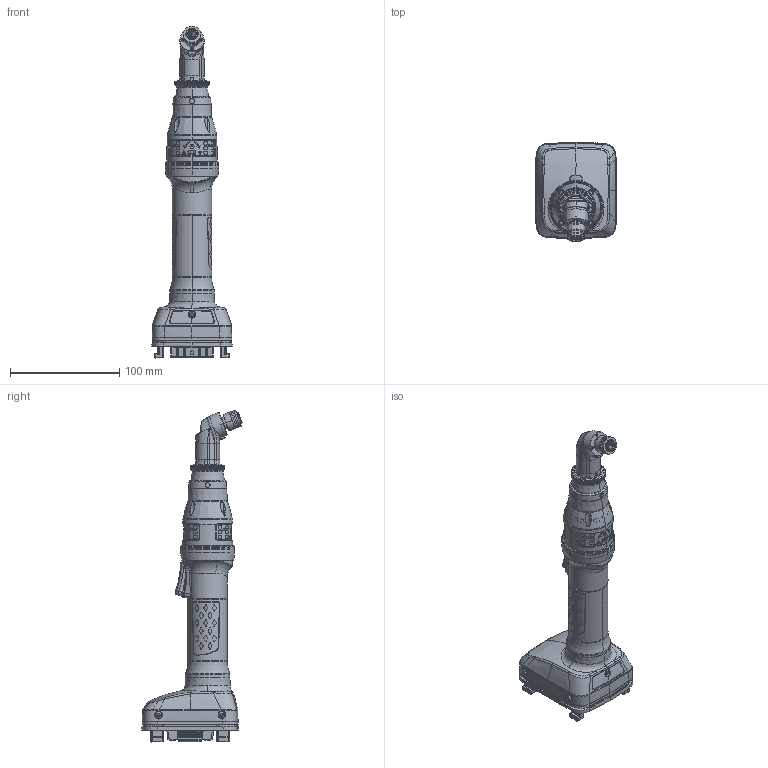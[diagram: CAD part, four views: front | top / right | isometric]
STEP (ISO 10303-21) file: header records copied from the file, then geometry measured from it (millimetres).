
FILE_DESCRIPTION((''),'2;1');
FILE_NAME('EXT_COMP_SW0001','2022-03-31T07:12:30',('INEdipo'),(''),'CREO PARAMETRIC BY PTC INC, 2020281','CREO PARAMETRIC BY PTC INC, 2020281','');
FILE_SCHEMA(('CONFIG_CONTROL_DESIGN'));
Length unit declared in the file: inch
Products named in the file (1): EXT_COMP_SW0001
Bounding box: 73.4 x 91.84 x 304.13 mm (x, y, z)
Volume: 464632.7 mm3; surface area: 77200.1 mm2
Topology: 2 solids, 7 shells, 10200 faces, 21680 edges, 11646 vertices
Faces by surface type: plane 6743, bspline 1236, cylinder 1064, torus 665, extrusion 296, cone 143, sphere 48, revolution 5
Entity records: 350790 total; most frequent: CARTESIAN_POINT 154980, ORIENTED_EDGE 43338, DIRECTION 33806, EDGE_CURVE 21669, VECTOR 11683, VERTEX_POINT 11646, LINE 11387, AXIS2_PLACEMENT_3D 11059
